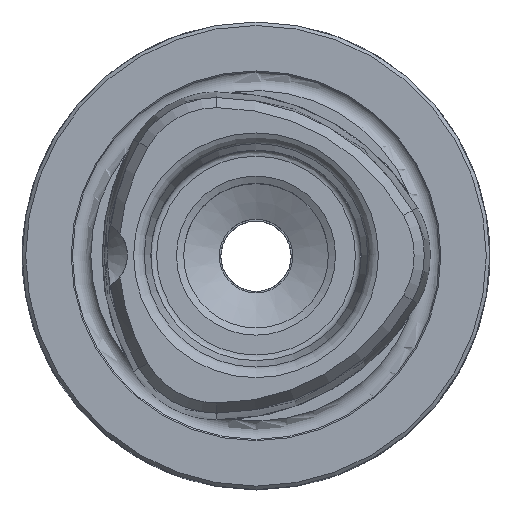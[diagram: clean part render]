
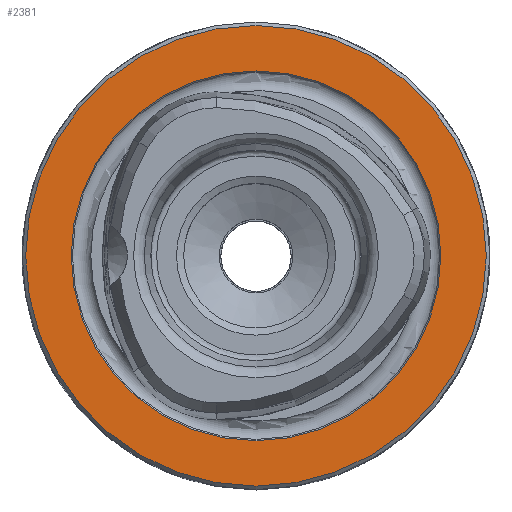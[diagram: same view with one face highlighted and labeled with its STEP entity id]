
A CAD part, top view. The second image highlights one B-rep face of the part: STEP entity #2381.
In plain terms, the highlighted planar face has unit normal (0, 0, 1).
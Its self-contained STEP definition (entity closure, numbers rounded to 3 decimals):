
#259=PLANE('',#2574);
#591=ORIENTED_EDGE('',*,*,#877,.T.);
#592=ORIENTED_EDGE('',*,*,#876,.F.);
#876=EDGE_CURVE('',#1046,#1046,#1175,.T.);
#877=EDGE_CURVE('',#1047,#1047,#1176,.T.);
#1046=VERTEX_POINT('',#3647);
#1047=VERTEX_POINT('',#3650);
#1175=CIRCLE('',#2573,15.814);
#1176=CIRCLE('',#2575,19.7);
#1293=EDGE_LOOP('',(#591));
#1294=EDGE_LOOP('',(#592));
#1459=FACE_BOUND('',#1293,.T.);
#1460=FACE_BOUND('',#1294,.T.);
#2381=ADVANCED_FACE('',(#1459,#1460),#259,.T.);
#2573=AXIS2_PLACEMENT_3D('',#3646,#2959,#2960);
#2574=AXIS2_PLACEMENT_3D('',#3648,#2961,#2962);
#2575=AXIS2_PLACEMENT_3D('',#3649,#2963,#2964);
#2959=DIRECTION('',(0.,0.,1.));
#2960=DIRECTION('',(1.,0.,0.));
#2961=DIRECTION('',(0.,0.,1.));
#2962=DIRECTION('',(1.,0.,0.));
#2963=DIRECTION('',(0.,0.,1.));
#2964=DIRECTION('',(1.,0.,0.));
#3646=CARTESIAN_POINT('',(0.,0.,0.));
#3647=CARTESIAN_POINT('',(15.814,0.,0.));
#3648=CARTESIAN_POINT('',(15.5,0.,0.));
#3649=CARTESIAN_POINT('',(0.,0.,0.));
#3650=CARTESIAN_POINT('',(19.7,0.,0.));
